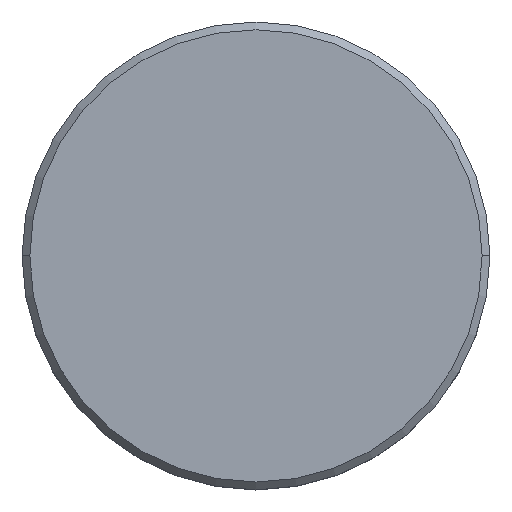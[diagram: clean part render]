
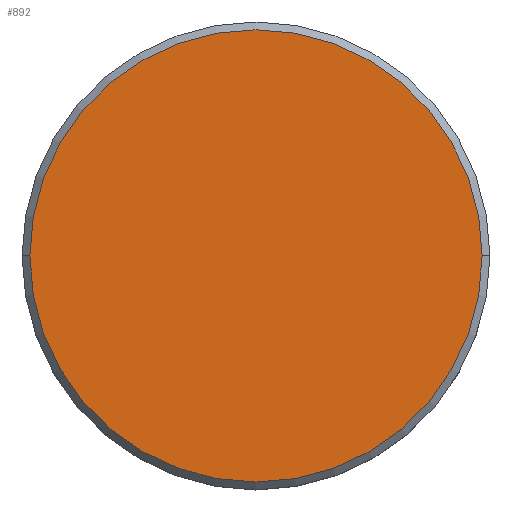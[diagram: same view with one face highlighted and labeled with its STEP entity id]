
A CAD part, top view. The second image highlights one B-rep face of the part: STEP entity #892.
In plain terms, the highlighted planar face has unit normal (0, 0, 1).
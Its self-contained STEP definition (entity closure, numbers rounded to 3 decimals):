
#11 = FACE_OUTER_BOUND ( 'NONE', #318, .T. ) ;
#15 = DIRECTION ( 'NONE',  ( 0., 0., 1. ) ) ;
#85 = CARTESIAN_POINT ( 'NONE',  ( 0., 0., 0. ) ) ;
#231 = VERTEX_POINT ( 'NONE', #817 ) ;
#234 = DIRECTION ( 'NONE',  ( 0., 0., 1. ) ) ;
#253 = DIRECTION ( 'NONE',  ( 1., 0., 0. ) ) ;
#288 = AXIS2_PLACEMENT_3D ( 'NONE', #85, #725, #253 ) ;
#294 = EDGE_CURVE ( 'NONE', #231, #990, #310, .T. ) ;
#309 = AXIS2_PLACEMENT_3D ( 'NONE', #733, #15, #648 ) ;
#310 = CIRCLE ( 'NONE', #624, 14.5 ) ;
#318 = EDGE_LOOP ( 'NONE', ( #460, #633 ) ) ;
#417 = PLANE ( 'NONE',  #309 ) ;
#460 = ORIENTED_EDGE ( 'NONE', *, *, #863, .T. ) ;
#534 = CARTESIAN_POINT ( 'NONE',  ( 0., 0., 0. ) ) ;
#624 = AXIS2_PLACEMENT_3D ( 'NONE', #534, #234, #775 ) ;
#633 = ORIENTED_EDGE ( 'NONE', *, *, #294, .T. ) ;
#648 = DIRECTION ( 'NONE',  ( 1., 0., 0. ) ) ;
#689 = CARTESIAN_POINT ( 'NONE',  ( -14.5, 0., 0. ) ) ;
#725 = DIRECTION ( 'NONE',  ( 0., 0., 1. ) ) ;
#733 = CARTESIAN_POINT ( 'NONE',  ( 0., 0., 0. ) ) ;
#775 = DIRECTION ( 'NONE',  ( 1., 0., 0. ) ) ;
#817 = CARTESIAN_POINT ( 'NONE',  ( 14.5, 0., 0. ) ) ;
#863 = EDGE_CURVE ( 'NONE', #990, #231, #897, .T. ) ;
#892 = ADVANCED_FACE ( 'NONE', ( #11 ), #417, .T. ) ;
#897 = CIRCLE ( 'NONE', #288, 14.5 ) ;
#990 = VERTEX_POINT ( 'NONE', #689 ) ;
